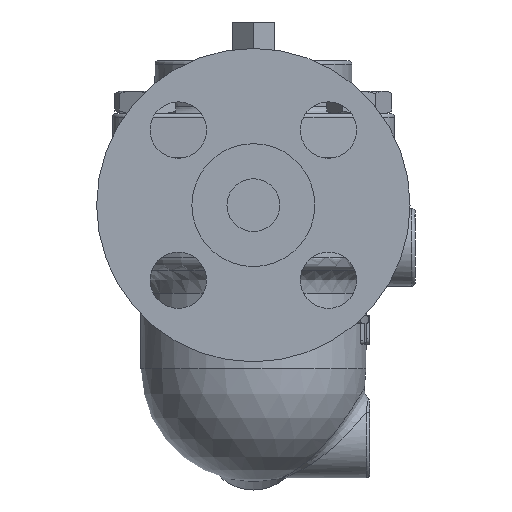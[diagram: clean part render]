
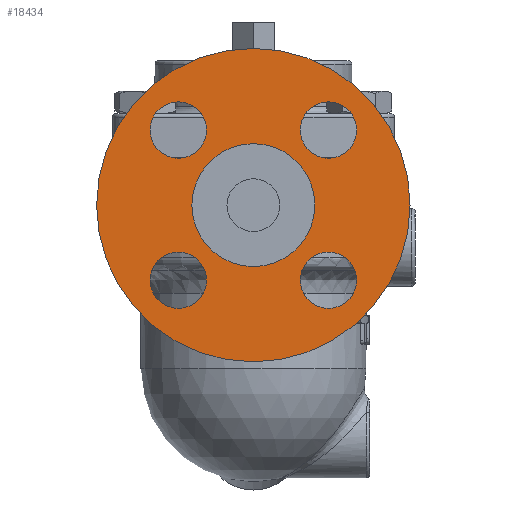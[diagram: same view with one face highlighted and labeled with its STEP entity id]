
A CAD part, left-side view. The second image highlights one B-rep face of the part: STEP entity #18434.
In plain terms, the highlighted free-form (B-spline) face has degree [1, 1] with [2, 2] control points.
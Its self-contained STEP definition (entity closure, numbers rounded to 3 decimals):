
#18328=CARTESIAN_POINT('',(-83.4,0.,-45.5));
#18329=VERTEX_POINT('',#18328);
#18330=CARTESIAN_POINT('',(-83.4,0.0,-1.));
#18331=DIRECTION('',(1.0,0.0,0.0));
#18332=DIRECTION('',(0.0,0.0,1.0));
#18333=AXIS2_PLACEMENT_3D('',#18330,#18331,#18332);
#18334=CIRCLE('',#18333,44.5);
#18335=EDGE_CURVE('',#18329,#18329,#18334,.T.);
#18371=CARTESIAN_POINT('',(-83.4,44.5,-45.5));
#18372=CARTESIAN_POINT('',(-83.4,44.5,43.5));
#18373=CARTESIAN_POINT('',(-83.4,-44.5,-45.5));
#18374=CARTESIAN_POINT('',(-83.4,-44.5,43.5));
#18375=B_SPLINE_SURFACE_WITH_KNOTS('',1,1,((#18371,#18373),(#18372,#18374)),.UNSPECIFIED.,.F.,.F.,.U.,(2,2),(2,2),(0.0,89.0),(0.0,89.0),.UNSPECIFIED.);
#18376=ORIENTED_EDGE('',*,*,#18335,.F.);
#18377=EDGE_LOOP('',(#18376));
#18378=FACE_OUTER_BOUND('',#18377,.T.);
#18379=CARTESIAN_POINT('',(-83.4,0.,-18.45));
#18380=VERTEX_POINT('',#18379);
#18381=CARTESIAN_POINT('',(-83.4,0.0,-1.));
#18382=DIRECTION('',(1.0,0.0,0.0));
#18383=DIRECTION('',(0.0,0.0,1.0));
#18384=AXIS2_PLACEMENT_3D('',#18381,#18382,#18383);
#18385=CIRCLE('',#18384,17.45);
#18386=EDGE_CURVE('',#18380,#18380,#18385,.T.);
#18387=ORIENTED_EDGE('',*,*,#18386,.T.);
#18388=EDGE_LOOP('',(#18387));
#18389=FACE_BOUND('',#18388,.T.);
#18390=CARTESIAN_POINT('',(-83.4,-29.319,20.319));
#18391=VERTEX_POINT('',#18390);
#18392=CARTESIAN_POINT('',(-83.4,-21.319,20.319));
#18393=DIRECTION('',(1.0,0.0,0.0));
#18394=DIRECTION('',(0.0,1.0,0.0));
#18395=AXIS2_PLACEMENT_3D('',#18392,#18393,#18394);
#18396=CIRCLE('',#18395,8.0);
#18397=EDGE_CURVE('',#18391,#18391,#18396,.T.);
#18398=ORIENTED_EDGE('',*,*,#18397,.T.);
#18399=EDGE_LOOP('',(#18398));
#18400=FACE_BOUND('',#18399,.T.);
#18401=CARTESIAN_POINT('',(-83.4,-21.319,-30.319));
#18402=VERTEX_POINT('',#18401);
#18403=CARTESIAN_POINT('',(-83.4,-21.319,-22.319));
#18404=DIRECTION('',(1.0,0.0,0.0));
#18405=DIRECTION('',(0.0,0.0,1.0));
#18406=AXIS2_PLACEMENT_3D('',#18403,#18404,#18405);
#18407=CIRCLE('',#18406,8.0);
#18408=EDGE_CURVE('',#18402,#18402,#18407,.T.);
#18409=ORIENTED_EDGE('',*,*,#18408,.T.);
#18410=EDGE_LOOP('',(#18409));
#18411=FACE_BOUND('',#18410,.T.);
#18412=CARTESIAN_POINT('',(-83.4,29.319,-22.319));
#18413=VERTEX_POINT('',#18412);
#18414=CARTESIAN_POINT('',(-83.4,21.319,-22.319));
#18415=DIRECTION('',(1.0,0.0,0.0));
#18416=DIRECTION('',(0.0,-1.0,0.0));
#18417=AXIS2_PLACEMENT_3D('',#18414,#18415,#18416);
#18418=CIRCLE('',#18417,8.0);
#18419=EDGE_CURVE('',#18413,#18413,#18418,.T.);
#18420=ORIENTED_EDGE('',*,*,#18419,.T.);
#18421=EDGE_LOOP('',(#18420));
#18422=FACE_BOUND('',#18421,.T.);
#18423=CARTESIAN_POINT('',(-83.4,21.319,28.319));
#18424=VERTEX_POINT('',#18423);
#18425=CARTESIAN_POINT('',(-83.4,21.319,20.319));
#18426=DIRECTION('',(1.0,0.0,0.0));
#18427=DIRECTION('',(0.0,0.0,-1.0));
#18428=AXIS2_PLACEMENT_3D('',#18425,#18426,#18427);
#18429=CIRCLE('',#18428,8.0);
#18430=EDGE_CURVE('',#18424,#18424,#18429,.T.);
#18431=ORIENTED_EDGE('',*,*,#18430,.T.);
#18432=EDGE_LOOP('',(#18431));
#18433=FACE_BOUND('',#18432,.T.);
#18434=ADVANCED_FACE('',(#18378,#18389,#18400,#18411,#18422,#18433),#18375,.F.);
